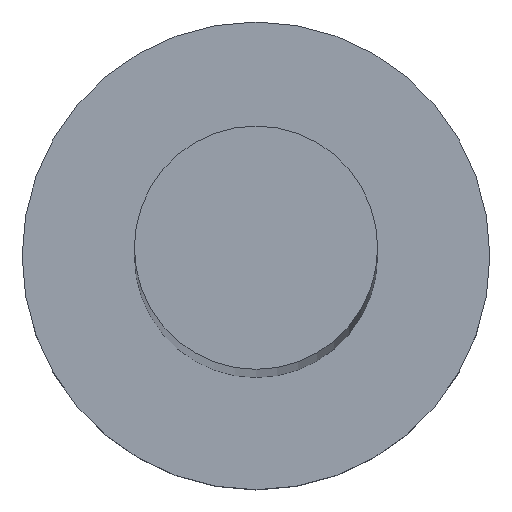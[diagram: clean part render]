
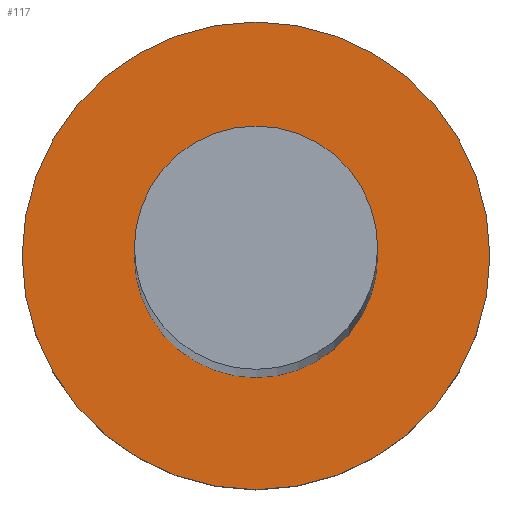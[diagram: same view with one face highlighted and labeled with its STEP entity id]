
A CAD part, top view. The second image highlights one B-rep face of the part: STEP entity #117.
In plain terms, the highlighted planar face has unit normal (0, 0, 1).
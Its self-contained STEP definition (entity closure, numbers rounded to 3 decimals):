
#14 = ORIENTED_EDGE ( 'NONE', *, *, #235, .T. ) ;
#25 = DIRECTION ( 'NONE',  ( 1., 0., 0. ) ) ;
#27 = CARTESIAN_POINT ( 'NONE',  ( 0., 0., 3. ) ) ;
#32 = ORIENTED_EDGE ( 'NONE', *, *, #99, .T. ) ;
#35 = EDGE_CURVE ( 'NONE', #114, #190, #199, .T. ) ;
#40 = CIRCLE ( 'NONE', #85, 5. ) ;
#43 = CARTESIAN_POINT ( 'NONE',  ( -5., 0., 3. ) ) ;
#45 = CARTESIAN_POINT ( 'NONE',  ( 0., 0., 3. ) ) ;
#50 = CARTESIAN_POINT ( 'NONE',  ( 0., 0., 3. ) ) ;
#53 = CARTESIAN_POINT ( 'NONE',  ( 0., 0., 3. ) ) ;
#63 = CIRCLE ( 'NONE', #156, 5. ) ;
#75 = EDGE_LOOP ( 'NONE', ( #32, #14 ) ) ;
#81 = AXIS2_PLACEMENT_3D ( 'NONE', #45, #121, #25 ) ;
#85 = AXIS2_PLACEMENT_3D ( 'NONE', #186, #109, #125 ) ;
#91 = CARTESIAN_POINT ( 'NONE',  ( -2.6, 0., 3. ) ) ;
#99 = EDGE_CURVE ( 'NONE', #153, #165, #40, .T. ) ;
#100 = DIRECTION ( 'NONE',  ( 1., 0., 0. ) ) ;
#109 = DIRECTION ( 'NONE',  ( 0., 0., 1. ) ) ;
#113 = DIRECTION ( 'NONE',  ( 1., 0., 0. ) ) ;
#114 = VERTEX_POINT ( 'NONE', #91 ) ;
#117 = ADVANCED_FACE ( 'NONE', ( #166, #205 ), #181, .T. ) ;
#121 = DIRECTION ( 'NONE',  ( 0., 0., 1. ) ) ;
#122 = CARTESIAN_POINT ( 'NONE',  ( 2.6, 0., 3. ) ) ;
#125 = DIRECTION ( 'NONE',  ( 1., 0., 0. ) ) ;
#126 = ORIENTED_EDGE ( 'NONE', *, *, #159, .F. ) ;
#138 = DIRECTION ( 'NONE',  ( 0., 0., 1. ) ) ;
#144 = DIRECTION ( 'NONE',  ( 1., 0., 0. ) ) ;
#153 = VERTEX_POINT ( 'NONE', #43 ) ;
#155 = AXIS2_PLACEMENT_3D ( 'NONE', #53, #211, #113 ) ;
#156 = AXIS2_PLACEMENT_3D ( 'NONE', #27, #138, #100 ) ;
#159 = EDGE_CURVE ( 'NONE', #190, #114, #216, .T. ) ;
#165 = VERTEX_POINT ( 'NONE', #231 ) ;
#166 = FACE_BOUND ( 'NONE', #207, .T. ) ;
#181 = PLANE ( 'NONE',  #196 ) ;
#186 = CARTESIAN_POINT ( 'NONE',  ( 0., 0., 3. ) ) ;
#190 = VERTEX_POINT ( 'NONE', #122 ) ;
#196 = AXIS2_PLACEMENT_3D ( 'NONE', #50, #219, #144 ) ;
#199 = CIRCLE ( 'NONE', #155, 2.6 ) ;
#205 = FACE_OUTER_BOUND ( 'NONE', #75, .T. ) ;
#207 = EDGE_LOOP ( 'NONE', ( #237, #126 ) ) ;
#211 = DIRECTION ( 'NONE',  ( 0., 0., 1. ) ) ;
#216 = CIRCLE ( 'NONE', #81, 2.6 ) ;
#219 = DIRECTION ( 'NONE',  ( 0., 0., 1. ) ) ;
#231 = CARTESIAN_POINT ( 'NONE',  ( 5., 0., 3. ) ) ;
#235 = EDGE_CURVE ( 'NONE', #165, #153, #63, .T. ) ;
#237 = ORIENTED_EDGE ( 'NONE', *, *, #35, .F. ) ;
